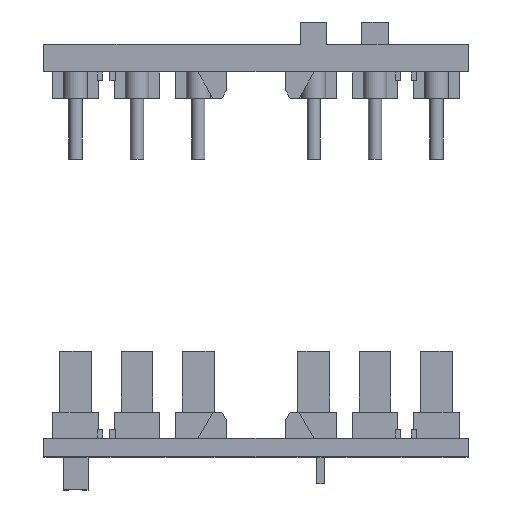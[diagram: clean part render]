
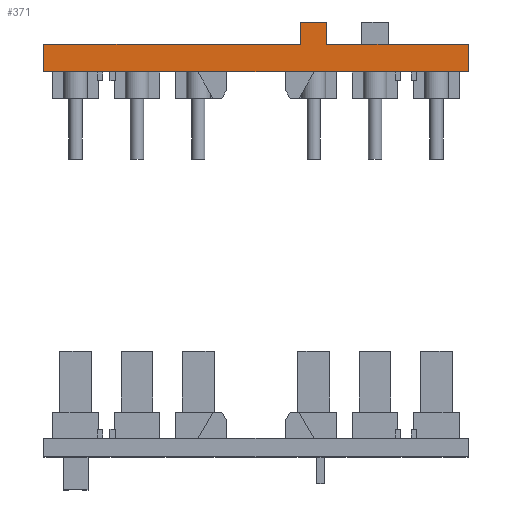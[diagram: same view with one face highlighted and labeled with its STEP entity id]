
A CAD part, top view. The second image highlights one B-rep face of the part: STEP entity #371.
In plain terms, the highlighted planar face has unit normal (0, 0, 1).
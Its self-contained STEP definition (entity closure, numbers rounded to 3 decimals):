
#371 = ADVANCED_FACE( '', ( #893 ), #894, .T. );
#893 = FACE_OUTER_BOUND( '', #1423, .T. );
#894 = PLANE( '', #1424 );
#1423 = EDGE_LOOP( '', ( #3386, #3387, #3388, #3389, #3390, #3391, #3392, #3393 ) );
#1424 = AXIS2_PLACEMENT_3D( '', #3394, #3395, #3396 );
#3386 = ORIENTED_EDGE( '', *, *, #4127, .T. );
#3387 = ORIENTED_EDGE( '', *, *, #4101, .F. );
#3388 = ORIENTED_EDGE( '', *, *, #3905, .F. );
#3389 = ORIENTED_EDGE( '', *, *, #3915, .T. );
#3390 = ORIENTED_EDGE( '', *, *, #3922, .T. );
#3391 = ORIENTED_EDGE( '', *, *, #3920, .F. );
#3392 = ORIENTED_EDGE( '', *, *, #3943, .F. );
#3393 = ORIENTED_EDGE( '', *, *, #4126, .T. );
#3394 = CARTESIAN_POINT( '', ( -40.1, 78., 25.6 ) );
#3395 = DIRECTION( '', ( 0., 0., 1. ) );
#3396 = DIRECTION( '', ( -1., 0., 0. ) );
#3905 = EDGE_CURVE( '', #4841, #4843, #4844, .T. );
#3915 = EDGE_CURVE( '', #4841, #4861, #4863, .T. );
#3920 = EDGE_CURVE( '', #4870, #4865, #4872, .T. );
#3922 = EDGE_CURVE( '', #4861, #4865, #4874, .T. );
#3943 = EDGE_CURVE( '', #4913, #4870, #4915, .T. );
#4101 = EDGE_CURVE( '', #4843, #5166, #5170, .T. );
#4126 = EDGE_CURVE( '', #4913, #5200, #5202, .T. );
#4127 = EDGE_CURVE( '', #5200, #5166, #5203, .T. );
#4841 = VERTEX_POINT( '', #6329 );
#4843 = VERTEX_POINT( '', #6332 );
#4844 = LINE( '', #6333, #6334 );
#4861 = VERTEX_POINT( '', #6359 );
#4863 = LINE( '', #6362, #6363 );
#4865 = VERTEX_POINT( '', #6366 );
#4870 = VERTEX_POINT( '', #6373 );
#4872 = LINE( '', #6376, #6377 );
#4874 = LINE( '', #6380, #6381 );
#4913 = VERTEX_POINT( '', #6439 );
#4915 = LINE( '', #6442, #6443 );
#5166 = VERTEX_POINT( '', #6825 );
#5170 = LINE( '', #6831, #6832 );
#5200 = VERTEX_POINT( '', #6885 );
#5202 = LINE( '', #6888, #6889 );
#5203 = LINE( '', #6890, #6891 );
#6329 = CARTESIAN_POINT( '', ( 13.4, 78., 25.6 ) );
#6332 = CARTESIAN_POINT( '', ( 40.1, 78., 25.6 ) );
#6333 = CARTESIAN_POINT( '', ( -40.1, 78., 25.6 ) );
#6334 = VECTOR( '', #7341, 1. );
#6359 = CARTESIAN_POINT( '', ( 13.4, 82.2, 25.6 ) );
#6362 = CARTESIAN_POINT( '', ( 13.4, 78., 25.6 ) );
#6363 = VECTOR( '', #7351, 1. );
#6366 = CARTESIAN_POINT( '', ( 8.4, 82.2, 25.6 ) );
#6373 = CARTESIAN_POINT( '', ( 8.4, 78., 25.6 ) );
#6376 = CARTESIAN_POINT( '', ( 8.4, 78., 25.6 ) );
#6377 = VECTOR( '', #7356, 1. );
#6380 = CARTESIAN_POINT( '', ( 8.4, 82.2, 25.6 ) );
#6381 = VECTOR( '', #7358, 1. );
#6439 = CARTESIAN_POINT( '', ( -40.1, 78., 25.6 ) );
#6442 = CARTESIAN_POINT( '', ( -40.1, 78., 25.6 ) );
#6443 = VECTOR( '', #7379, 1. );
#6825 = CARTESIAN_POINT( '', ( 40.1, 72.8, 25.6 ) );
#6831 = CARTESIAN_POINT( '', ( 40.1, 78., 25.6 ) );
#6832 = VECTOR( '', #7585, 1. );
#6885 = CARTESIAN_POINT( '', ( -40.1, 72.8, 25.6 ) );
#6888 = CARTESIAN_POINT( '', ( -40.1, 78., 25.6 ) );
#6889 = VECTOR( '', #7610, 1. );
#6890 = CARTESIAN_POINT( '', ( -40.1, 72.8, 25.6 ) );
#6891 = VECTOR( '', #7611, 1. );
#7341 = DIRECTION( '', ( 1., 0., 0. ) );
#7351 = DIRECTION( '', ( 0., 1., 0. ) );
#7356 = DIRECTION( '', ( 0., 1., 0. ) );
#7358 = DIRECTION( '', ( -1., 0., 0. ) );
#7379 = DIRECTION( '', ( 1., 0., 0. ) );
#7585 = DIRECTION( '', ( 0., -1., 0. ) );
#7610 = DIRECTION( '', ( 0., -1., 0. ) );
#7611 = DIRECTION( '', ( 1., 0., 0. ) );
